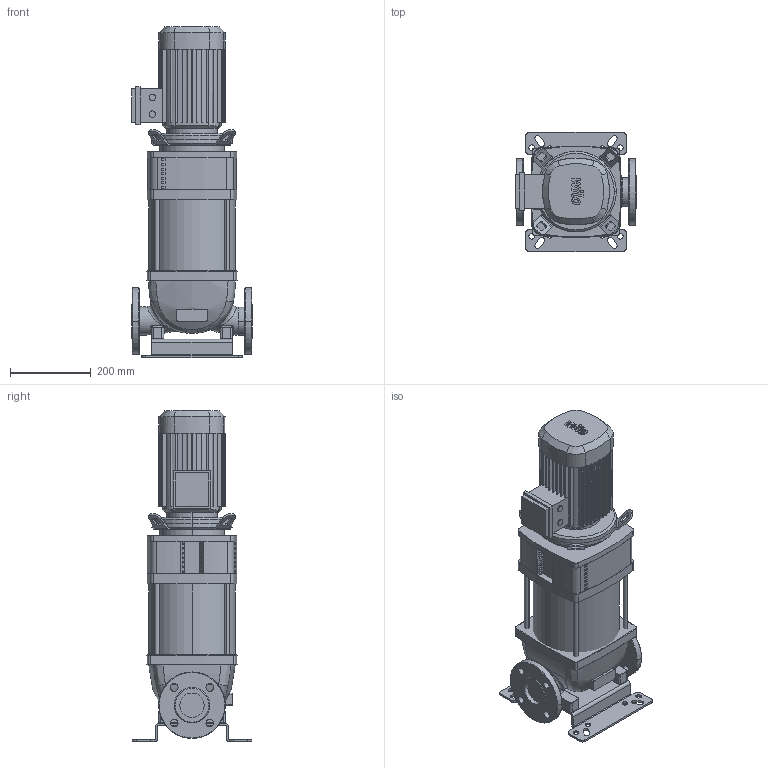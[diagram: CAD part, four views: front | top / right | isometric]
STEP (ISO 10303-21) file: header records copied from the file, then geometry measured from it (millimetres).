
FILE_DESCRIPTION((''),'2;1');
FILE_NAME('3d_HELIXV2201-2_16_V-4139774.stp','2016-08-24T08:55:33',(''),(''),'Mechanical Desktop 2009','Mechanical Desktop 2009',', , ');
FILE_SCHEMA(('CONFIG_CONTROL_DESIGN'));
Length unit declared in the file: millimetre
Products named in the file (1): Product
Bounding box: 300 x 296 x 821.2 mm (x, y, z)
Volume: 24182123 mm3; surface area: 1573861.9 mm2
Topology: 18 solids, 18 shells, 946 faces, 2490 edges, 1609 vertices
Faces by surface type: bspline 359, plane 300, cylinder 213, torus 42, cone 32
Entity records: 34710 total; most frequent: CARTESIAN_POINT 11635, ORIENTED_EDGE 4980, DIRECTION 4411, EDGE_CURVE 2490, VERTEX_POINT 1609, AXIS2_PLACEMENT_3D 1479, VECTOR 1453, LINE 1453
